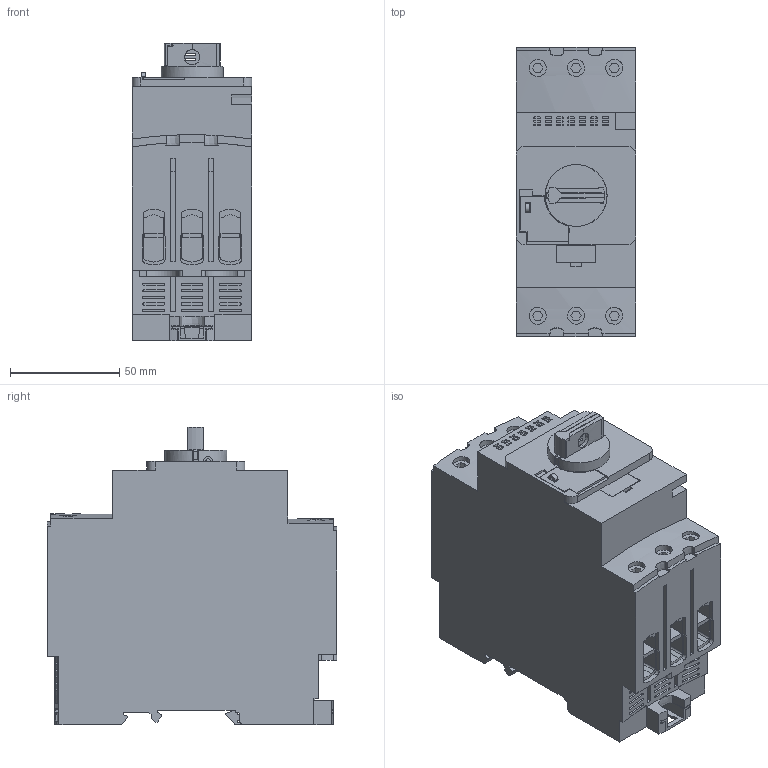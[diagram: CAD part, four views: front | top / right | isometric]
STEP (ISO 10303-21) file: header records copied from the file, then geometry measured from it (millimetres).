
FILE_DESCRIPTION((''),'2;1');
FILE_NAME('GV3P80-3D_ASM','2022-09-09T15:21:51',('SESA507772'),('Schneider-Electric'),'CREO PARAMETRIC BY PTC INC, 2021284','CREO PARAMETRIC BY PTC INC, 2021284','');
FILE_SCHEMA(('AP242_MANAGED_MODEL_BASED_3D_ENGINEERING_MIM_LF { 1 0 10303 442 1 1 4 }'));
Length unit declared in the file: millimetre
Products named in the file (2): GV3P80; GV3P80-3D_ASM
Assembly tree (1 placements, depth 2):
  GV3P80-3D_ASM
    GV3P80
Bounding box: 54.8 x 132.3 x 136.23 mm (x, y, z)
Volume: 711900.8 mm3; surface area: 89867.3 mm2
Topology: 2 solids, 5 shells, 1033 faces, 2797 edges, 1860 vertices
Faces by surface type: plane 777, cylinder 242, extrusion 14
Entity records: 45520 total; most frequent: CARTESIAN_POINT 6929, ORIENTED_EDGE 5594, DIRECTION 5215, PRESENTATION_STYLE_ASSIGNMENT 3123, STYLED_ITEM 2808, CURVE_STYLE 2806, EDGE_CURVE 2797, VECTOR 2151
